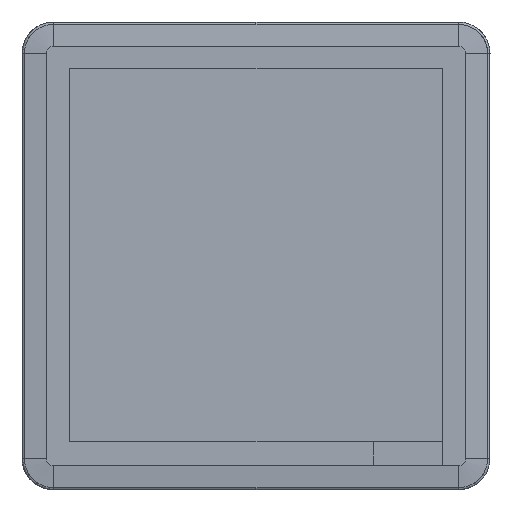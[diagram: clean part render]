
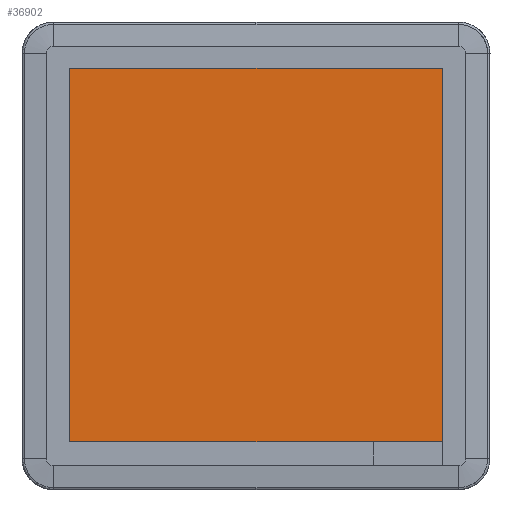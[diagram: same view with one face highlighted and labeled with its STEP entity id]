
A CAD part, front view. The second image highlights one B-rep face of the part: STEP entity #36902.
In plain terms, the highlighted planar face has unit normal (0, -1, 0).
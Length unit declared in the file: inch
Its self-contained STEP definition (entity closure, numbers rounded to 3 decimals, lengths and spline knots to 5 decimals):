
#828 = DIRECTION ( 'NONE',  ( 1., 0., 0. ) ) ;
#1488 = DIRECTION ( 'NONE',  ( 0., 0., -1. ) ) ;
#2071 = ORIENTED_EDGE ( 'NONE', *, *, #9413, .T. ) ;
#3207 = VERTEX_POINT ( 'NONE', #14151 ) ;
#3330 = VECTOR ( 'NONE', #27577, 39.37008 ) ;
#4513 = LINE ( 'NONE', #4842, #50251 ) ;
#4842 = CARTESIAN_POINT ( 'NONE',  ( -0.32059, -1.14182, -3.18899 ) ) ;
#4997 = ORIENTED_EDGE ( 'NONE', *, *, #42603, .F. ) ;
#5959 = EDGE_CURVE ( 'NONE', #3207, #60048, #17168, .T. ) ;
#6693 = VECTOR ( 'NONE', #18926, 39.37008 ) ;
#6876 = EDGE_CURVE ( 'NONE', #60048, #18398, #30479, .T. ) ;
#7086 = CARTESIAN_POINT ( 'NONE',  ( 0.32053, -1.14182, 3.21652 ) ) ;
#9410 = DIRECTION ( 'NONE',  ( -1., 0., 0. ) ) ;
#9413 = EDGE_CURVE ( 'NONE', #19617, #52546, #40023, .T. ) ;
#10666 = DIRECTION ( 'NONE',  ( 0., -1., 0. ) ) ;
#10984 = DIRECTION ( 'NONE',  ( 0., 0., -1. ) ) ;
#12143 = DIRECTION ( 'NONE',  ( -1., 0., 0. ) ) ;
#13280 = EDGE_CURVE ( 'NONE', #18398, #52546, #41239, .T. ) ;
#14083 = ORIENTED_EDGE ( 'NONE', *, *, #6876, .F. ) ;
#14151 = CARTESIAN_POINT ( 'NONE',  ( -3.20093, -1.14182, 3.21652 ) ) ;
#14638 = DIRECTION ( 'NONE',  ( 1., 0., 0. ) ) ;
#14727 = EDGE_CURVE ( 'NONE', #15090, #3207, #24454, .T. ) ;
#15090 = VERTEX_POINT ( 'NONE', #32794 ) ;
#17031 = CARTESIAN_POINT ( 'NONE',  ( -3.52149, -1.14182, -3.18899 ) ) ;
#17168 = LINE ( 'NONE', #7086, #3330 ) ;
#17665 = CARTESIAN_POINT ( 'NONE',  ( -0.00003, -1.14182, -3.18899 ) ) ;
#18075 = VECTOR ( 'NONE', #1488, 39.37008 ) ;
#18398 = VERTEX_POINT ( 'NONE', #59179 ) ;
#18926 = DIRECTION ( 'NONE',  ( 0., 0., 1. ) ) ;
#19617 = VERTEX_POINT ( 'NONE', #21148 ) ;
#20338 = AXIS2_PLACEMENT_3D ( 'NONE', #36069, #10666, #10984 ) ;
#20920 = EDGE_CURVE ( 'NONE', #45483, #15090, #42113, .T. ) ;
#21148 = CARTESIAN_POINT ( 'NONE',  ( 2.01507, -1.14182, -3.18899 ) ) ;
#22221 = VECTOR ( 'NONE', #14638, 39.37008 ) ;
#22881 = EDGE_LOOP ( 'NONE', ( #42422, #23146, #27425, #4997, #2071, #55945, #14083 ) ) ;
#23146 = ORIENTED_EDGE ( 'NONE', *, *, #14727, .F. ) ;
#24416 = CARTESIAN_POINT ( 'NONE',  ( -3.20093, -1.14182, -3.18899 ) ) ;
#24454 = LINE ( 'NONE', #64171, #6693 ) ;
#27425 = ORIENTED_EDGE ( 'NONE', *, *, #20920, .F. ) ;
#27577 = DIRECTION ( 'NONE',  ( 1., 0., 0. ) ) ;
#30479 = LINE ( 'NONE', #64344, #53304 ) ;
#32794 = CARTESIAN_POINT ( 'NONE',  ( -3.20093, -1.14182, -3.18899 ) ) ;
#33832 = CARTESIAN_POINT ( 'NONE',  ( -0.00003, -1.14182, 3.21652 ) ) ;
#36069 = CARTESIAN_POINT ( 'NONE',  ( -3.20093, -1.14182, -3.18899 ) ) ;
#36902 = ADVANCED_FACE ( 'NONE', ( #50061 ), #55251, .T. ) ;
#37613 = VECTOR ( 'NONE', #12143, 39.37008 ) ;
#40023 = LINE ( 'NONE', #24416, #22221 ) ;
#41239 = LINE ( 'NONE', #52269, #18075 ) ;
#42113 = LINE ( 'NONE', #17031, #37613 ) ;
#42422 = ORIENTED_EDGE ( 'NONE', *, *, #5959, .F. ) ;
#42603 = EDGE_CURVE ( 'NONE', #19617, #45483, #4513, .T. ) ;
#45483 = VERTEX_POINT ( 'NONE', #17665 ) ;
#50061 = FACE_OUTER_BOUND ( 'NONE', #22881, .T. ) ;
#50251 = VECTOR ( 'NONE', #9410, 39.37008 ) ;
#52269 = CARTESIAN_POINT ( 'NONE',  ( 3.20087, -1.14182, 3.89786 ) ) ;
#52546 = VERTEX_POINT ( 'NONE', #59102 ) ;
#53304 = VECTOR ( 'NONE', #828, 39.37008 ) ;
#55251 = PLANE ( 'NONE',  #20338 ) ;
#55945 = ORIENTED_EDGE ( 'NONE', *, *, #13280, .F. ) ;
#59102 = CARTESIAN_POINT ( 'NONE',  ( 3.20087, -1.14182, -3.18899 ) ) ;
#59179 = CARTESIAN_POINT ( 'NONE',  ( 3.20087, -1.14182, 3.21652 ) ) ;
#60048 = VERTEX_POINT ( 'NONE', #33832 ) ;
#64171 = CARTESIAN_POINT ( 'NONE',  ( -3.20093, -1.14182, -3.83002 ) ) ;
#64344 = CARTESIAN_POINT ( 'NONE',  ( 3.52143, -1.14182, 3.21652 ) ) ;
